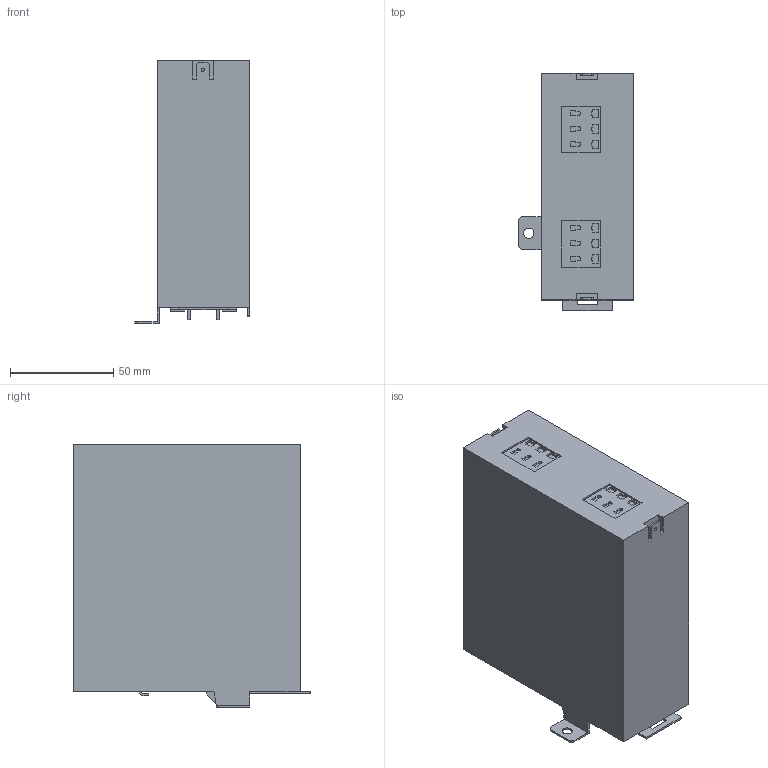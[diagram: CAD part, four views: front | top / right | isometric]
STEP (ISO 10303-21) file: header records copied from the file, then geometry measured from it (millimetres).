
FILE_DESCRIPTION (( 'STEP AP214' ), '1' );
FILE_NAME ('306258.STEP', '2020-10-09T08:24:17', ( '' ), ( '' ), 'SwSTEP 2.0', 'SolidWorks 2018', '' );
FILE_SCHEMA (( 'AUTOMOTIVE_DESIGN' ));
Length unit declared in the file: millimetre
Products named in the file (1): 306258
Bounding box: 55.76 x 115.08 x 127.36 mm (x, y, z)
Volume: 590511 mm3; surface area: 48947.2 mm2
Topology: 1 solids, 1 shells, 219 faces, 599 edges, 397 vertices
Faces by surface type: plane 201, cylinder 18
Entity records: 6863 total; most frequent: CARTESIAN_POINT 1216, ORIENTED_EDGE 1198, DIRECTION 1075, EDGE_CURVE 599, LINE 563, VECTOR 563, VERTEX_POINT 397, AXIS2_PLACEMENT_3D 256
